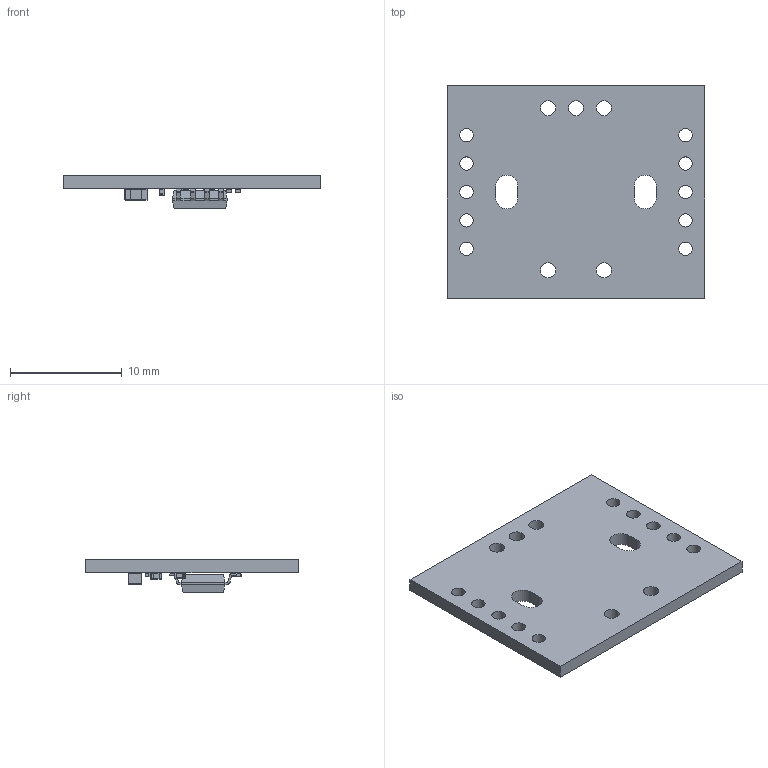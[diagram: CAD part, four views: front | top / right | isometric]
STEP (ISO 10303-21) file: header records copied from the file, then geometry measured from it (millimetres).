
FILE_DESCRIPTION(('Open CASCADE Model'),'2;1');
FILE_NAME('Open CASCADE Shape Model','2020-09-24T11:52:11',('Author'),( 'Open CASCADE'),'Open CASCADE STEP processor 6.8','Open CASCADE 6.8' ,'Unknown');
FILE_SCHEMA(('AUTOMOTIVE_DESIGN { 1 0 10303 214 1 1 1 1 }'));
Length unit declared in the file: millimetre
Products named in the file (20): PCB; Board; Open CASCADE STEP translator 6.8 5.1.1; L1; User_Library-V0402HD; User_Library-V0402HD_K_X_F6rper_1; User_Library-V0402HD_Anschl_X_FCsse_1; C4; User_Library-Capacitor_0402; C3; U1; SOIC-8; R4; User_Library-R_0402; R3; R2; R1; C2; User_Library-CAPC2013X10; C1
Assembly tree (24 placements, depth 4):
  PCB
    Board
      Open CASCADE STEP translator 6.8 5.1.1
    L1
      User_Library-V0402HD
        User_Library-V0402HD_K_X_F6rper_1
        User_Library-V0402HD_Anschl_X_FCsse_1
    C4
      User_Library-Capacitor_0402
    C3
      User_Library-Capacitor_0402
    U1
      SOIC-8
    R4
      User_Library-R_0402
    R3
      User_Library-R_0402
    R2
      User_Library-R_0402
    R1
      User_Library-R_0402
    C2
      User_Library-CAPC2013X10
    C1
      User_Library-Capacitor_0402
Bounding box: 23 x 19 x 2.95 mm (x, y, z)
Volume: 523.2 mm3; surface area: 1123.3 mm2
Topology: 21 solids, 24 shells, 851 faces, 2054 edges, 1220 vertices
Faces by surface type: plane 440, cylinder 185, bspline 176, sphere 50
Full cylindrical faces by diameter (mm): 1.2 x10, 1.35 x5
Entity records: 16650 total; most frequent: CARTESIAN_POINT 4431, ORIENTED_EDGE 2036, DIRECTION 1989, EDGE_CURVE 1018, LINE 673, VECTOR 673, AXIS2_PLACEMENT_3D 658, VERTEX_POINT 620
